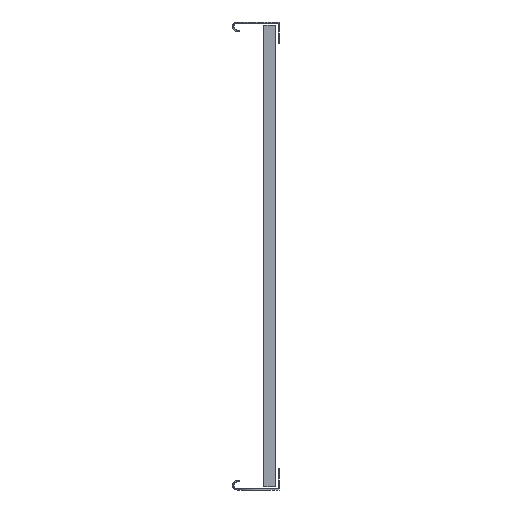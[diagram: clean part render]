
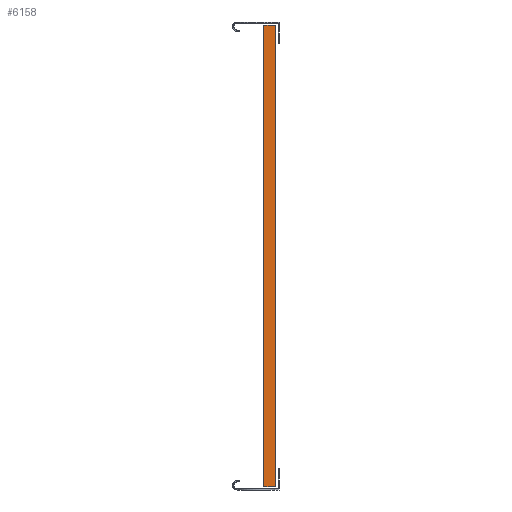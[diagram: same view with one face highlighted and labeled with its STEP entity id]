
A CAD part, left-side view. The second image highlights one B-rep face of the part: STEP entity #6158.
In plain terms, the highlighted planar face has unit normal (-1, 0, 0).
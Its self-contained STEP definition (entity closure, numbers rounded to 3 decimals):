
#665 = VECTOR ( 'NONE', #6995, 1000. ) ;
#690 = ORIENTED_EDGE ( 'NONE', *, *, #960, .F. ) ;
#813 = EDGE_LOOP ( 'NONE', ( #7276, #7814, #690, #3721 ) ) ;
#928 = VECTOR ( 'NONE', #8834, 1000. ) ;
#960 = EDGE_CURVE ( 'NONE', #4185, #2674, #4155, .T. ) ;
#965 = DIRECTION ( 'NONE',  ( 0., 0., -1. ) ) ;
#996 = DIRECTION ( 'NONE',  ( 1., 0., 0. ) ) ;
#1117 = EDGE_CURVE ( 'NONE', #2674, #4060, #7604, .T. ) ;
#1493 = CARTESIAN_POINT ( 'NONE',  ( -15., 15., -296. ) ) ;
#1583 = CARTESIAN_POINT ( 'NONE',  ( -15., 3., -296. ) ) ;
#1880 = LINE ( 'NONE', #6748, #665 ) ;
#2674 = VERTEX_POINT ( 'NONE', #1493 ) ;
#2883 = EDGE_CURVE ( 'NONE', #4185, #4050, #7907, .T. ) ;
#3280 = DIRECTION ( 'NONE',  ( 0., 0., 1. ) ) ;
#3655 = PLANE ( 'NONE',  #8314 ) ;
#3721 = ORIENTED_EDGE ( 'NONE', *, *, #2883, .T. ) ;
#3907 = CARTESIAN_POINT ( 'NONE',  ( -15., 0., -296. ) ) ;
#4050 = VERTEX_POINT ( 'NONE', #6069 ) ;
#4060 = VERTEX_POINT ( 'NONE', #6037 ) ;
#4155 = LINE ( 'NONE', #8843, #928 ) ;
#4185 = VERTEX_POINT ( 'NONE', #7241 ) ;
#4991 = EDGE_CURVE ( 'NONE', #4060, #4050, #1880, .T. ) ;
#5534 = VECTOR ( 'NONE', #6010, 1000. ) ;
#6010 = DIRECTION ( 'NONE',  ( 0., 0., 1. ) ) ;
#6037 = CARTESIAN_POINT ( 'NONE',  ( -15., 15., 296. ) ) ;
#6069 = CARTESIAN_POINT ( 'NONE',  ( -15., 0., 296. ) ) ;
#6158 = ADVANCED_FACE ( 'NONE', ( #6341 ), #3655, .F. ) ;
#6301 = CARTESIAN_POINT ( 'NONE',  ( -15., 15., -296. ) ) ;
#6341 = FACE_OUTER_BOUND ( 'NONE', #813, .T. ) ;
#6748 = CARTESIAN_POINT ( 'NONE',  ( -15., 3., 296. ) ) ;
#6995 = DIRECTION ( 'NONE',  ( 0., -1., 0. ) ) ;
#7241 = CARTESIAN_POINT ( 'NONE',  ( -15., 0., -296. ) ) ;
#7276 = ORIENTED_EDGE ( 'NONE', *, *, #4991, .F. ) ;
#7604 = LINE ( 'NONE', #6301, #5534 ) ;
#7814 = ORIENTED_EDGE ( 'NONE', *, *, #1117, .F. ) ;
#7907 = LINE ( 'NONE', #3907, #8045 ) ;
#8045 = VECTOR ( 'NONE', #3280, 1000. ) ;
#8314 = AXIS2_PLACEMENT_3D ( 'NONE', #1583, #996, #965 ) ;
#8834 = DIRECTION ( 'NONE',  ( 0., 1., 0. ) ) ;
#8843 = CARTESIAN_POINT ( 'NONE',  ( -15., 3., -296. ) ) ;
